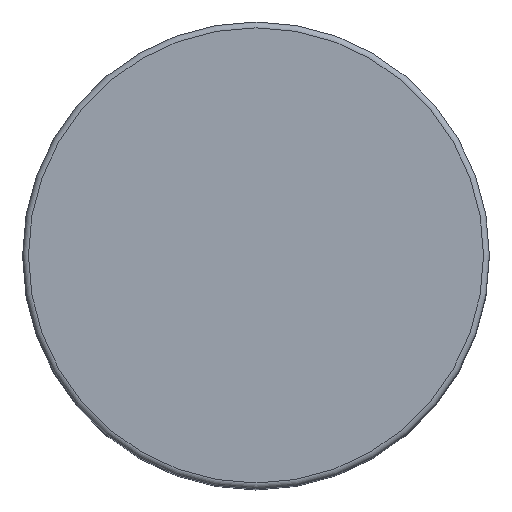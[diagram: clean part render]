
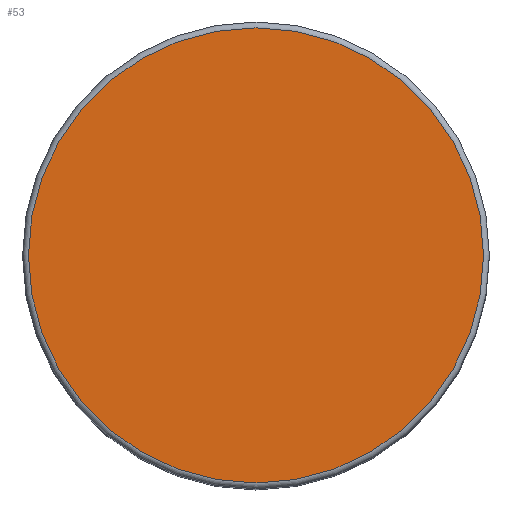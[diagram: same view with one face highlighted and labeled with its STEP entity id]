
A CAD part, top view. The second image highlights one B-rep face of the part: STEP entity #53.
In plain terms, the highlighted planar face has unit normal (0, 0, 1).
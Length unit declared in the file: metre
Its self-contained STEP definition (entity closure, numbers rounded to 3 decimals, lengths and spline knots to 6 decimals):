
#53 = ADVANCED_FACE( '', ( #120 ), #121, .T. );
#59 = EDGE_CURVE( '', #130, #130, #131, .T. );
#120 = FACE_OUTER_BOUND( '', #208, .T. );
#121 = PLANE( '', #209 );
#130 = VERTEX_POINT( '', #220 );
#131 = CIRCLE( '', #221, 0.0039 );
#208 = EDGE_LOOP( '', ( #299 ) );
#209 = AXIS2_PLACEMENT_3D( '', #300, #301, #302 );
#220 = CARTESIAN_POINT( '', ( 0.0039, 0., 0.012719 ) );
#221 = AXIS2_PLACEMENT_3D( '', #312, #313, #314 );
#299 = ORIENTED_EDGE( '', *, *, #59, .T. );
#300 = CARTESIAN_POINT( '', ( 0., 0., 0.012719 ) );
#301 = DIRECTION( '', ( 0., 0., 1. ) );
#302 = DIRECTION( '', ( 1., 0., 0. ) );
#312 = CARTESIAN_POINT( '', ( 0., 0., 0.012719 ) );
#313 = DIRECTION( '', ( 0., 0., 1. ) );
#314 = DIRECTION( '', ( 1., 0., 0. ) );
